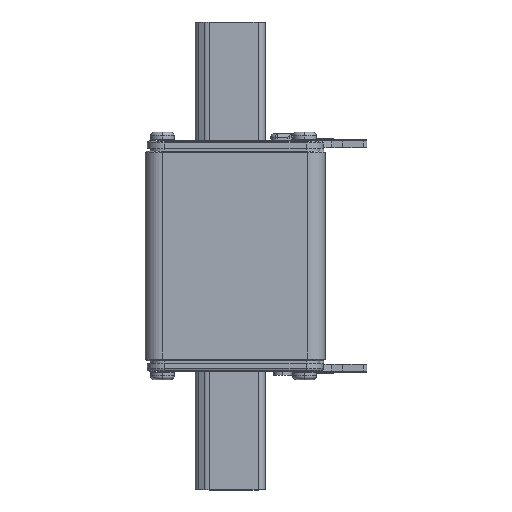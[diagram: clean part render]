
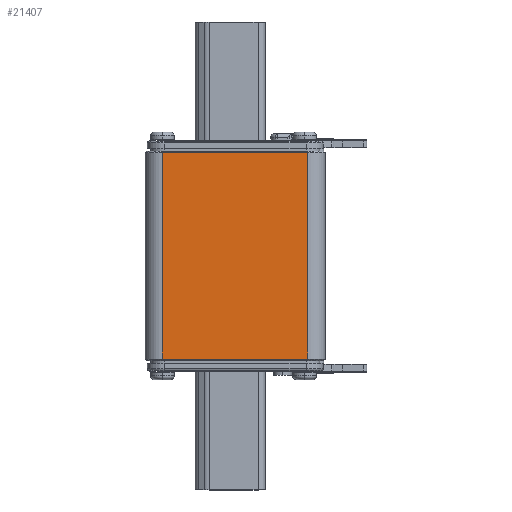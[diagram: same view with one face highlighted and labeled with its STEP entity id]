
A CAD part, top view. The second image highlights one B-rep face of the part: STEP entity #21407.
In plain terms, the highlighted planar face has unit normal (0, 0, 1).
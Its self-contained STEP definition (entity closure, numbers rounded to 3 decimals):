
#250 = EDGE_CURVE ( 'NONE', #14732, #16024, #3995, .T. ) ;
#577 = EDGE_LOOP ( 'NONE', ( #28603, #5202, #18503, #1959 ) ) ;
#872 = CARTESIAN_POINT ( 'NONE',  ( -26., -29.75, 19.5 ) ) ;
#1959 = ORIENTED_EDGE ( 'NONE', *, *, #2441, .T. ) ;
#2132 = AXIS2_PLACEMENT_3D ( 'NONE', #27723, #25500, #11746 ) ;
#2441 = EDGE_CURVE ( 'NONE', #7615, #12989, #4681, .T. ) ;
#3995 = LINE ( 'NONE', #872, #15504 ) ;
#4257 = DIRECTION ( 'NONE',  ( 0., -1., 0. ) ) ;
#4681 = LINE ( 'NONE', #12471, #16873 ) ;
#4806 = PLANE ( 'NONE',  #2132 ) ;
#5202 = ORIENTED_EDGE ( 'NONE', *, *, #250, .T. ) ;
#5518 = DIRECTION ( 'NONE',  ( 1., 0., 0. ) ) ;
#7615 = VERTEX_POINT ( 'NONE', #23025 ) ;
#7836 = DIRECTION ( 'NONE',  ( -1., 0., 0. ) ) ;
#8002 = DIRECTION ( 'NONE',  ( 0., 1., 0. ) ) ;
#8716 = CARTESIAN_POINT ( 'NONE',  ( 21., -29.75, 19.5 ) ) ;
#11440 = EDGE_CURVE ( 'NONE', #12989, #14732, #21250, .T. ) ;
#11746 = DIRECTION ( 'NONE',  ( -1., 0., 0. ) ) ;
#12471 = CARTESIAN_POINT ( 'NONE',  ( -21., 29.75, 19.5 ) ) ;
#12625 = CARTESIAN_POINT ( 'NONE',  ( 21., 30.25, 19.5 ) ) ;
#12989 = VERTEX_POINT ( 'NONE', #26018 ) ;
#13614 = EDGE_CURVE ( 'NONE', #16024, #7615, #20114, .T. ) ;
#14732 = VERTEX_POINT ( 'NONE', #17089 ) ;
#15504 = VECTOR ( 'NONE', #5518, 1000. ) ;
#16024 = VERTEX_POINT ( 'NONE', #8716 ) ;
#16873 = VECTOR ( 'NONE', #7836, 1000. ) ;
#17089 = CARTESIAN_POINT ( 'NONE',  ( -21., -29.75, 19.5 ) ) ;
#18503 = ORIENTED_EDGE ( 'NONE', *, *, #13614, .T. ) ;
#19358 = VECTOR ( 'NONE', #8002, 1000. ) ;
#20114 = LINE ( 'NONE', #12625, #19358 ) ;
#20561 = VECTOR ( 'NONE', #4257, 1000. ) ;
#21250 = LINE ( 'NONE', #22647, #20561 ) ;
#21407 = ADVANCED_FACE ( 'NONE', ( #28268 ), #4806, .F. ) ;
#22647 = CARTESIAN_POINT ( 'NONE',  ( -21., 30.25, 19.5 ) ) ;
#23025 = CARTESIAN_POINT ( 'NONE',  ( 21., 29.75, 19.5 ) ) ;
#25500 = DIRECTION ( 'NONE',  ( 0., 0., -1. ) ) ;
#26018 = CARTESIAN_POINT ( 'NONE',  ( -21., 29.75, 19.5 ) ) ;
#27723 = CARTESIAN_POINT ( 'NONE',  ( -26., 30.25, 19.5 ) ) ;
#28268 = FACE_OUTER_BOUND ( 'NONE', #577, .T. ) ;
#28603 = ORIENTED_EDGE ( 'NONE', *, *, #11440, .T. ) ;
